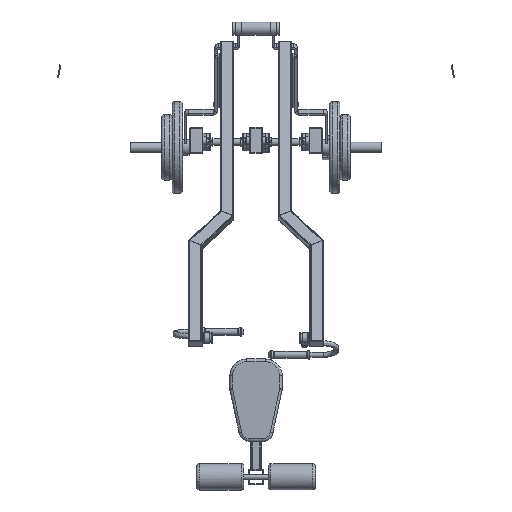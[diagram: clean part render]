
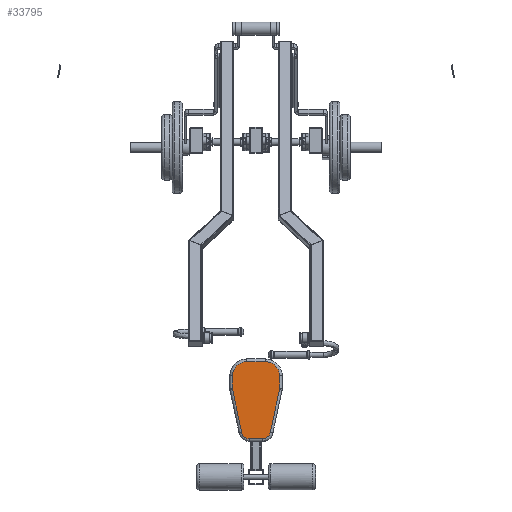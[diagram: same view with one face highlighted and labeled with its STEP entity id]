
A CAD part, top view. The second image highlights one B-rep face of the part: STEP entity #33795.
In plain terms, the highlighted free-form (B-spline) face has degree [1, 1] with [2, 2] control points.
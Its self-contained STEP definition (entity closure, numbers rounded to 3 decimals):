
#33292 = VERTEX_POINT('',#33293);
#33293 = CARTESIAN_POINT('',(5.234,-981.137,
    -50.334));
#33309 = VERTEX_POINT('',#33310);
#33310 = CARTESIAN_POINT('',(-80.084,-981.137,
    -50.334));
#33316 = EDGE_CURVE('',#33309,#33292,#33317,.T.);
#33317 = B_SPLINE_CURVE_WITH_KNOTS('',1,(#33318,#33319),.UNSPECIFIED.,
  .F.,.F.,(2,2),(-52.5,17.5),.PIECEWISE_BEZIER_KNOTS.);
#33318 = CARTESIAN_POINT('',(-80.084,-981.137,
    -50.334));
#33319 = CARTESIAN_POINT('',(5.234,-981.137,
    -50.334));
#33334 = VERTEX_POINT('',#33335);
#33335 = CARTESIAN_POINT('',(-147.119,-1048.172,
    -50.334));
#33341 = EDGE_CURVE('',#33334,#33309,#33342,.T.);
#33342 = ( BOUNDED_CURVE() B_SPLINE_CURVE(2,(#33343,#33344,#33345),
.UNSPECIFIED.,.F.,.F.) B_SPLINE_CURVE_WITH_KNOTS((3,3),(5.498,
7.069),.PIECEWISE_BEZIER_KNOTS.) CURVE() 
GEOMETRIC_REPRESENTATION_ITEM() RATIONAL_B_SPLINE_CURVE((1.,
0.707,1.)) REPRESENTATION_ITEM('') );
#33343 = CARTESIAN_POINT('',(-147.119,-1048.172,
    -50.334));
#33344 = CARTESIAN_POINT('',(-147.119,-981.137,
    -50.334));
#33345 = CARTESIAN_POINT('',(-80.084,-981.137,
    -50.334));
#33370 = VERTEX_POINT('',#33371);
#33371 = CARTESIAN_POINT('',(-147.119,-1103.996,
    -50.334));
#33377 = EDGE_CURVE('',#33370,#33334,#33378,.T.);
#33378 = B_SPLINE_CURVE_WITH_KNOTS('',1,(#33379,#33380),.UNSPECIFIED.,
  .F.,.F.,(2,2),(2.313,48.114),
  .PIECEWISE_BEZIER_KNOTS.);
#33379 = CARTESIAN_POINT('',(-147.119,-1103.996,
    -50.334));
#33380 = CARTESIAN_POINT('',(-147.119,-1048.172,
    -50.334));
#33401 = VERTEX_POINT('',#33402);
#33402 = CARTESIAN_POINT('',(-146.322,-1111.589,
    -50.334));
#33408 = EDGE_CURVE('',#33401,#33370,#33409,.T.);
#33409 = ( BOUNDED_CURVE() B_SPLINE_CURVE(2,(#33410,#33411,#33412),
.UNSPECIFIED.,.F.,.F.) B_SPLINE_CURVE_WITH_KNOTS((3,3),(6.179,
6.388),.PIECEWISE_BEZIER_KNOTS.) CURVE() 
GEOMETRIC_REPRESENTATION_ITEM() RATIONAL_B_SPLINE_CURVE((1.,
0.995,1.)) REPRESENTATION_ITEM('') );
#33410 = CARTESIAN_POINT('',(-146.322,-1111.589,
    -50.334));
#33411 = CARTESIAN_POINT('',(-147.119,-1107.834,
    -50.334));
#33412 = CARTESIAN_POINT('',(-147.119,-1103.996,
    -50.334));
#33437 = VERTEX_POINT('',#33438);
#33438 = CARTESIAN_POINT('',(-103.982,-1311.042,
    -50.334));
#33444 = EDGE_CURVE('',#33437,#33401,#33445,.T.);
#33445 = B_SPLINE_CURVE_WITH_KNOTS('',1,(#33446,#33447),.UNSPECIFIED.,
  .F.,.F.,(2,2),(-138.497,28.794),
  .PIECEWISE_BEZIER_KNOTS.);
#33446 = CARTESIAN_POINT('',(-103.982,-1311.042,
    -50.334));
#33447 = CARTESIAN_POINT('',(-146.322,-1111.589,
    -50.334));
#33468 = VERTEX_POINT('',#33469);
#33469 = CARTESIAN_POINT('',(-68.214,-1340.014,
    -50.334));
#33475 = EDGE_CURVE('',#33468,#33437,#33476,.T.);
#33476 = ( BOUNDED_CURVE() B_SPLINE_CURVE(2,(#33477,#33478,#33479),
.UNSPECIFIED.,.F.,.F.) B_SPLINE_CURVE_WITH_KNOTS((3,3),(5.602,
6.964),.PIECEWISE_BEZIER_KNOTS.) CURVE() 
GEOMETRIC_REPRESENTATION_ITEM() RATIONAL_B_SPLINE_CURVE((1.,
0.777,1.)) REPRESENTATION_ITEM('') );
#33477 = CARTESIAN_POINT('',(-68.214,-1340.014,
    -50.334));
#33478 = CARTESIAN_POINT('',(-97.832,-1340.014,
    -50.334));
#33479 = CARTESIAN_POINT('',(-103.982,-1311.042,
    -50.334));
#33504 = VERTEX_POINT('',#33505);
#33505 = CARTESIAN_POINT('',(-6.635,-1340.014,
    -50.334));
#33511 = EDGE_CURVE('',#33504,#33468,#33512,.T.);
#33512 = B_SPLINE_CURVE_WITH_KNOTS('',1,(#33513,#33514),.UNSPECIFIED.,
  .F.,.F.,(2,2),(-54.092,-3.569),
  .PIECEWISE_BEZIER_KNOTS.);
#33513 = CARTESIAN_POINT('',(-6.635,-1340.014,
    -50.334));
#33514 = CARTESIAN_POINT('',(-68.214,-1340.014,
    -50.334));
#33535 = VERTEX_POINT('',#33536);
#33536 = CARTESIAN_POINT('',(29.132,-1311.042,
    -50.334));
#33542 = EDGE_CURVE('',#33535,#33504,#33543,.T.);
#33543 = ( BOUNDED_CURVE() B_SPLINE_CURVE(2,(#33544,#33545,#33546),
.UNSPECIFIED.,.F.,.F.) B_SPLINE_CURVE_WITH_KNOTS((3,3),(5.602,
6.964),.PIECEWISE_BEZIER_KNOTS.) CURVE() 
GEOMETRIC_REPRESENTATION_ITEM() RATIONAL_B_SPLINE_CURVE((1.,
0.777,1.)) REPRESENTATION_ITEM('') );
#33544 = CARTESIAN_POINT('',(29.132,-1311.042,
    -50.334));
#33545 = CARTESIAN_POINT('',(22.982,-1340.014,
    -50.334));
#33546 = CARTESIAN_POINT('',(-6.635,-1340.014,
    -50.334));
#33571 = VERTEX_POINT('',#33572);
#33572 = CARTESIAN_POINT('',(71.472,-1111.589,
    -50.334));
#33578 = EDGE_CURVE('',#33571,#33535,#33579,.T.);
#33579 = B_SPLINE_CURVE_WITH_KNOTS('',1,(#33580,#33581),.UNSPECIFIED.,
  .F.,.F.,(2,2),(-130.739,36.552),
  .PIECEWISE_BEZIER_KNOTS.);
#33580 = CARTESIAN_POINT('',(71.472,-1111.589,
    -50.334));
#33581 = CARTESIAN_POINT('',(29.132,-1311.042,
    -50.334));
#33602 = VERTEX_POINT('',#33603);
#33603 = CARTESIAN_POINT('',(72.269,-1103.996,
    -50.334));
#33609 = EDGE_CURVE('',#33602,#33571,#33610,.T.);
#33610 = ( BOUNDED_CURVE() B_SPLINE_CURVE(2,(#33611,#33612,#33613),
.UNSPECIFIED.,.F.,.F.) B_SPLINE_CURVE_WITH_KNOTS((3,3),(6.179,
6.388),.PIECEWISE_BEZIER_KNOTS.) CURVE() 
GEOMETRIC_REPRESENTATION_ITEM() RATIONAL_B_SPLINE_CURVE((1.,
0.995,1.)) REPRESENTATION_ITEM('') );
#33611 = CARTESIAN_POINT('',(72.269,-1103.996,
    -50.334));
#33612 = CARTESIAN_POINT('',(72.269,-1107.834,
    -50.334));
#33613 = CARTESIAN_POINT('',(71.472,-1111.589,
    -50.334));
#33638 = VERTEX_POINT('',#33639);
#33639 = CARTESIAN_POINT('',(72.269,-1048.172,
    -50.334));
#33645 = EDGE_CURVE('',#33638,#33602,#33646,.T.);
#33646 = B_SPLINE_CURVE_WITH_KNOTS('',1,(#33647,#33648),.UNSPECIFIED.,
  .F.,.F.,(2,2),(-73.114,-27.313),
  .PIECEWISE_BEZIER_KNOTS.);
#33647 = CARTESIAN_POINT('',(72.269,-1048.172,
    -50.334));
#33648 = CARTESIAN_POINT('',(72.269,-1103.996,
    -50.334));
#33667 = EDGE_CURVE('',#33292,#33638,#33668,.T.);
#33668 = ( BOUNDED_CURVE() B_SPLINE_CURVE(2,(#33669,#33670,#33671),
.UNSPECIFIED.,.F.,.F.) B_SPLINE_CURVE_WITH_KNOTS((3,3),(5.498,
7.069),.PIECEWISE_BEZIER_KNOTS.) CURVE() 
GEOMETRIC_REPRESENTATION_ITEM() RATIONAL_B_SPLINE_CURVE((1.,
0.707,1.)) REPRESENTATION_ITEM('') );
#33669 = CARTESIAN_POINT('',(5.234,-981.137,
    -50.334));
#33670 = CARTESIAN_POINT('',(72.269,-981.137,
    -50.334));
#33671 = CARTESIAN_POINT('',(72.269,-1048.172,
    -50.334));
#33795 = ADVANCED_FACE('',(#33796),#33810,.T.);
#33796 = FACE_BOUND('',#33797,.T.);
#33797 = EDGE_LOOP('',(#33798,#33799,#33800,#33801,#33802,#33803,#33804,
    #33805,#33806,#33807,#33808,#33809));
#33798 = ORIENTED_EDGE('',*,*,#33316,.F.);
#33799 = ORIENTED_EDGE('',*,*,#33341,.F.);
#33800 = ORIENTED_EDGE('',*,*,#33377,.F.);
#33801 = ORIENTED_EDGE('',*,*,#33408,.F.);
#33802 = ORIENTED_EDGE('',*,*,#33444,.F.);
#33803 = ORIENTED_EDGE('',*,*,#33475,.F.);
#33804 = ORIENTED_EDGE('',*,*,#33511,.F.);
#33805 = ORIENTED_EDGE('',*,*,#33542,.F.);
#33806 = ORIENTED_EDGE('',*,*,#33578,.F.);
#33807 = ORIENTED_EDGE('',*,*,#33609,.F.);
#33808 = ORIENTED_EDGE('',*,*,#33645,.F.);
#33809 = ORIENTED_EDGE('',*,*,#33667,.F.);
#33810 = B_SPLINE_SURFACE_WITH_KNOTS('',1,1,(
    (#33811,#33812)
    ,(#33813,#33814
    )),.UNSPECIFIED.,.F.,.F.,.F.,(2,2),(2,2),(-90.,90.),(-151.228
    ,143.218),.PIECEWISE_BEZIER_KNOTS.);
#33811 = CARTESIAN_POINT('',(72.269,-981.137,
    -50.334));
#33812 = CARTESIAN_POINT('',(72.269,-1340.014,
    -50.334));
#33813 = CARTESIAN_POINT('',(-147.119,-981.137,
    -50.334));
#33814 = CARTESIAN_POINT('',(-147.119,-1340.014,
    -50.334));
